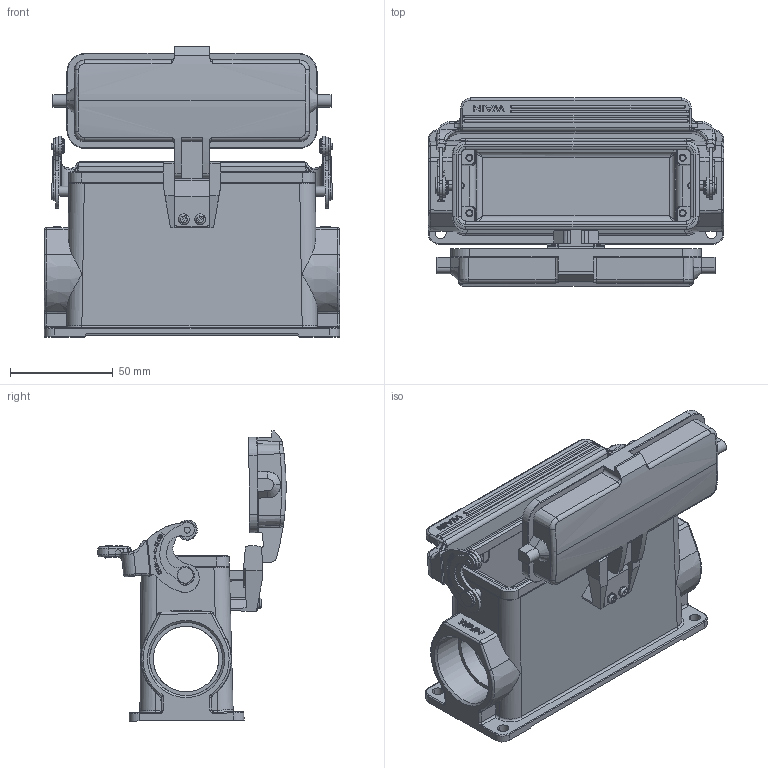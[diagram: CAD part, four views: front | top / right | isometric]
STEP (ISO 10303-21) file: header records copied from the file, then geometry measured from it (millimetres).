
FILE_DESCRIPTION(/* description */ (''),/* implementation_level */ '2;1');
FILE_NAME(/* name */ '3D_1240242615032_HV24B-SFH-1L_SC-CV-2PG29_V1.1.stp',/* time_stamp */ '2024-01-12T17:23:17+08:00',/* author */ (''),/* organization */ (''),/* preprocessor_version */ 'ST-DEVELOPER v18.1',/* originating_system */ 'SIEMENS PLM Software NX 1980',/* authorisation */ '');
FILE_SCHEMA (('AUTOMOTIVE_DESIGN { 1 0 10303 214 3 1 1 1 }'));
Products named in the file (1): 145919DCBBD54fok
Bounding box: 144 x 91.75 x 141.5 mm (x, y, z)
Volume: 203545.5 mm3; surface area: 110341.8 mm2
Topology: 7 solids, 26 shells, 1610 faces, 4583 edges, 3086 vertices
Faces by surface type: plane 749, cylinder 616, torus 102, cone 61, extrusion 35, bspline 32, sphere 15
Full cylindrical faces by diameter (mm): 32 x2, 35.6 x2
Entity records: 57525 total; most frequent: CARTESIAN_POINT 17956, ORIENTED_EDGE 9110, DIRECTION 6963, EDGE_CURVE 4555, VERTEX_POINT 3082, AXIS2_PLACEMENT_3D 2485, VECTOR 1993, LINE 1958
